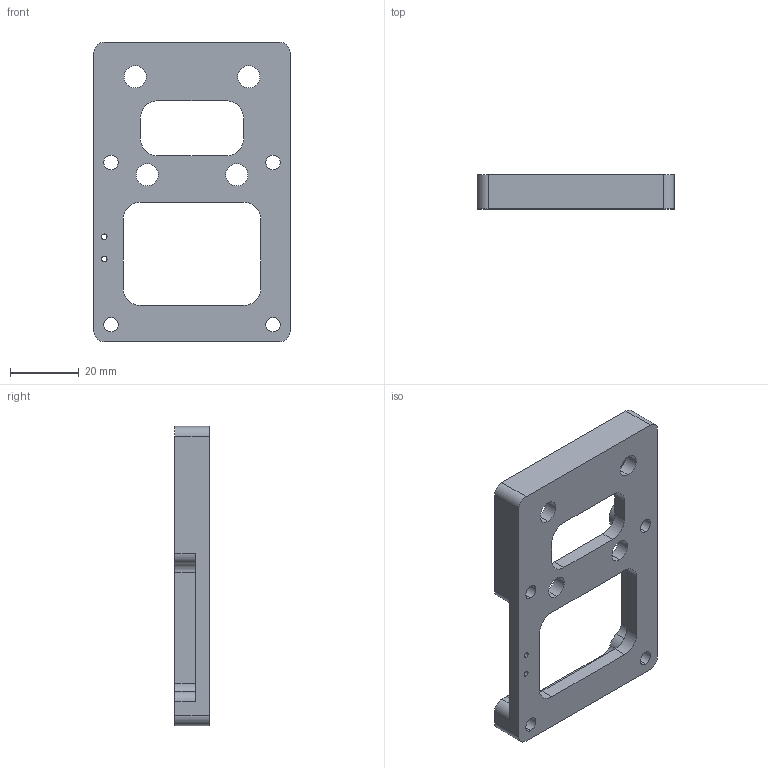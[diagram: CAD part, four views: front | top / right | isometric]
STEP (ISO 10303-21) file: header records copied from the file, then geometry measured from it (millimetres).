
FILE_DESCRIPTION (( 'STEP AP203' ), '1' );
FILE_NAME ('57步进电机支架_Y轴_左.STEP', '2025-01-10T08:02:55', ( 'Leo' ), ( '' ), 'SwSTEP 2.0', 'SolidWorks 2022', '' );
FILE_SCHEMA (( 'CONFIG_CONTROL_DESIGN' ));
Length unit declared in the file: millimetre
Products named in the file (1): 57步进电机支架_Y轴_左
Bounding box: 57 x 10 x 87 mm (x, y, z)
Volume: 19824.1 mm3; surface area: 11890.1 mm2
Topology: 1 solids, 1 shells, 68 faces, 198 edges, 132 vertices
Faces by surface type: cylinder 46, plane 22
Entity records: 2419 total; most frequent: DIRECTION 428, CARTESIAN_POINT 399, ORIENTED_EDGE 396, EDGE_CURVE 198, AXIS2_PLACEMENT_3D 161, VERTEX_POINT 132, VECTOR 106, LINE 106
